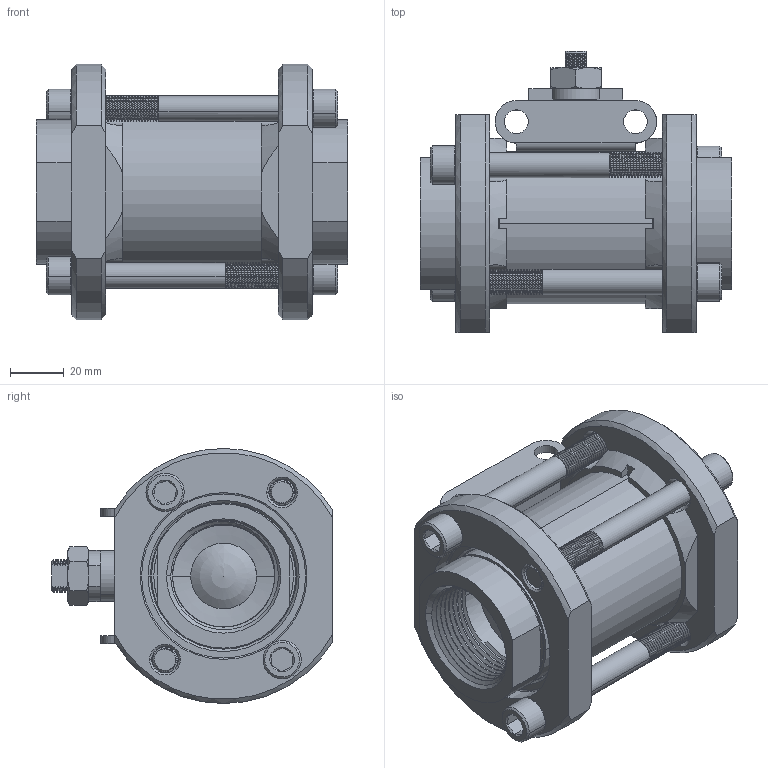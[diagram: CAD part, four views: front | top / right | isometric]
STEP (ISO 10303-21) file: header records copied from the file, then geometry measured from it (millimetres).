
FILE_DESCRIPTION (( 'STEP AP203' ), '1' );
FILE_NAME ('21XXSESZ.step', '2018-03-15T11:47:06', ( '' ), ( '' ), 'SwSTEP 2.0', 'SolidWorks 2017', '' );
FILE_SCHEMA (( 'CONFIG_CONTROL_DESIGN' ));
Length unit declared in the file: inch
Products named in the file (1): 21XXSESZ
Bounding box: 116.08 x 104.84 x 95.25 mm (x, y, z)
Volume: 336547.4 mm3; surface area: 136498.5 mm2
Topology: 22 solids, 22 shells, 1273 faces, 3409 edges, 2193 vertices
Faces by surface type: cylinder 751, plane 187, cone 187, bspline 118, torus 28, sphere 2
Entity records: 140345 total; most frequent: CARTESIAN_POINT 112630, ORIENTED_EDGE 6806, DIRECTION 4796, EDGE_CURVE 3403, VERTEX_POINT 2189, AXIS2_PLACEMENT_3D 1818, EDGE_LOOP 1348, ADVANCED_FACE 1273
